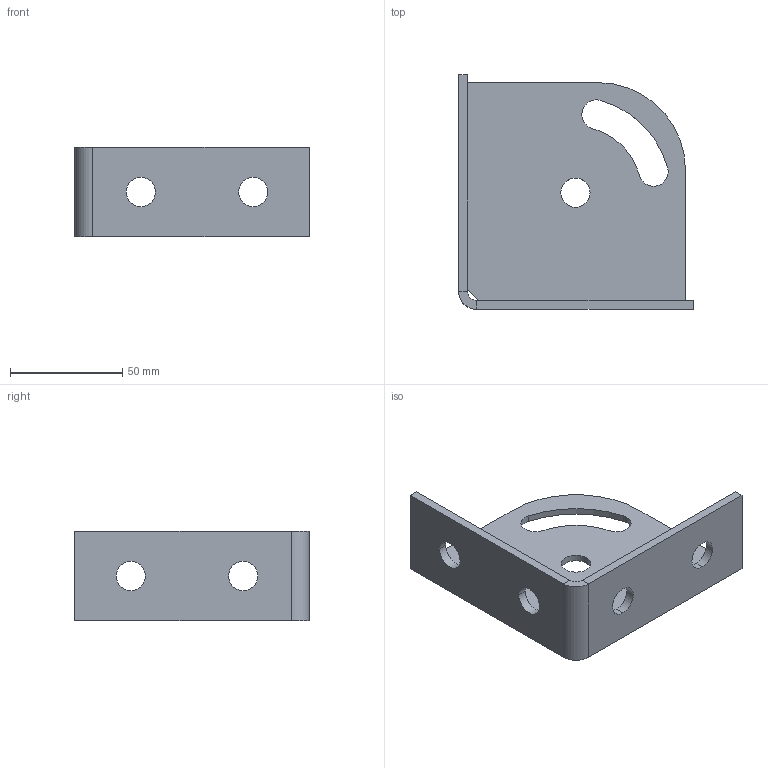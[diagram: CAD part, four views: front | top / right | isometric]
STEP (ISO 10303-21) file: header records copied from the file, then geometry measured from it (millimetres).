
FILE_DESCRIPTION (( 'STEP AP214' ), '1' );
FILE_NAME ('1124798.stp', '2016-12-06T12:04:53', ( '' ), ( '' ), 'SwSTEP 2.0', 'SolidWorks 2016', '' );
FILE_SCHEMA (( 'AUTOMOTIVE_DESIGN' ));
Length unit declared in the file: millimetre
Products named in the file (3): 1124798; 105121_DD11_VA; 105080_V4A
Assembly tree (2 placements, depth 2):
  1124798
    105080_V4A
    105121_DD11_VA
Bounding box: 104.51 x 104.51 x 40 mm (x, y, z)
Volume: 55210 mm3; surface area: 35930.7 mm2
Topology: 2 solids, 2 shells, 39 faces, 97 edges, 62 vertices
Faces by surface type: cylinder 20, plane 19
Entity records: 1301 total; most frequent: DIRECTION 225, CARTESIAN_POINT 203, ORIENTED_EDGE 194, EDGE_CURVE 97, AXIS2_PLACEMENT_3D 84, VERTEX_POINT 62, VECTOR 57, LINE 57
